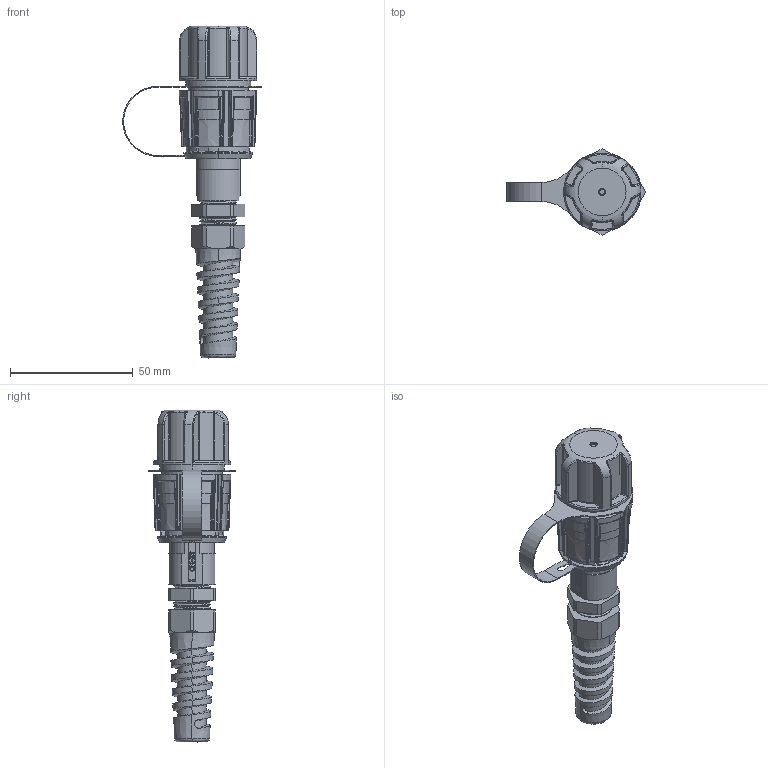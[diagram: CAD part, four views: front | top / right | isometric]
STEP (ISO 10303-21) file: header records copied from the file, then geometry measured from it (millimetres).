
FILE_DESCRIPTION (( 'STEP AP214' ), '1' );
FILE_NAME ('FOC-IPMF.step', '2020-06-10T01:30:00', ( '' ), ( '' ), 'SwSTEP 2.0', 'SolidWorks 2018', '' );
FILE_SCHEMA (( 'AUTOMOTIVE_DESIGN' ));
Length unit declared in the file: millimetre
Products named in the file (1): FOC-IPMF
Bounding box: 56.4 x 35.1 x 135.06 mm (x, y, z)
Volume: 56318.1 mm3; surface area: 27724.2 mm2
Topology: 16 solids, 22 shells, 2250 faces, 5751 edges, 3603 vertices
Faces by surface type: plane 810, cylinder 659, bspline 538, cone 180, torus 35, sphere 28
Entity records: 92724 total; most frequent: CARTESIAN_POINT 41935, ORIENTED_EDGE 11444, DIRECTION 9363, EDGE_CURVE 5722, VERTEX_POINT 3603, AXIS2_PLACEMENT_3D 3357, LINE 2649, VECTOR 2649
